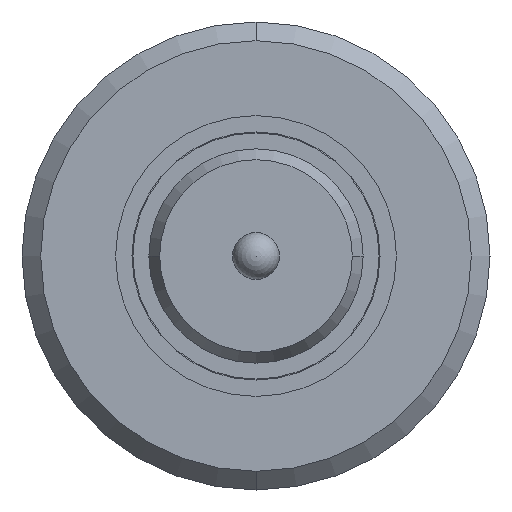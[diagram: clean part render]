
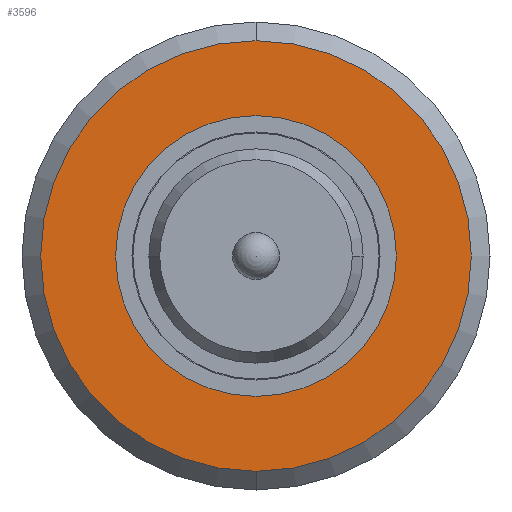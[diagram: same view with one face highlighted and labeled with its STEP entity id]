
A CAD part, front view. The second image highlights one B-rep face of the part: STEP entity #3596.
In plain terms, the highlighted planar face has unit normal (0, -1, 0).
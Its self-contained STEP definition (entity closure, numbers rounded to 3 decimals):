
#120 = CARTESIAN_POINT ( 'NONE',  ( 0., 47., 2.3 ) ) ;
#205 = DIRECTION ( 'NONE',  ( 0., 1., 0. ) ) ;
#230 = CIRCLE ( 'NONE', #864, 0.9 ) ;
#344 = VERTEX_POINT ( 'NONE', #2918 ) ;
#442 = AXIS2_PLACEMENT_3D ( 'NONE', #2082, #205, #4596 ) ;
#551 = DIRECTION ( 'NONE',  ( 0., 1., 0. ) ) ;
#864 = AXIS2_PLACEMENT_3D ( 'NONE', #4091, #1919, #1569 ) ;
#867 = CARTESIAN_POINT ( 'NONE',  ( 0., 47., 0. ) ) ;
#884 = ORIENTED_EDGE ( 'NONE', *, *, #2935, .T. ) ;
#890 = DIRECTION ( 'NONE',  ( 0., 0., 1. ) ) ;
#920 = PLANE ( 'NONE',  #1086 ) ;
#1086 = AXIS2_PLACEMENT_3D ( 'NONE', #1653, #551, #890 ) ;
#1354 = VERTEX_POINT ( 'NONE', #2926 ) ;
#1453 = VERTEX_POINT ( 'NONE', #120 ) ;
#1471 = ORIENTED_EDGE ( 'NONE', *, *, #3487, .T. ) ;
#1569 = DIRECTION ( 'NONE',  ( 0., 0., 1. ) ) ;
#1653 = CARTESIAN_POINT ( 'NONE',  ( 0., 47., 0. ) ) ;
#1704 = CIRCLE ( 'NONE', #442, 0.9 ) ;
#1864 = DIRECTION ( 'NONE',  ( 0., -1., 0. ) ) ;
#1919 = DIRECTION ( 'NONE',  ( 0., 1., 0. ) ) ;
#1944 = EDGE_CURVE ( 'Defeature ausgef�hrt1_22+Defeature ausgef�hrt1_21+Defeature ausgef�hrt1_21+Defeature ausgef�hrt1_21', #1354, #3946, #1704, .T. ) ;
#2082 = CARTESIAN_POINT ( 'NONE',  ( 0., 47., 0. ) ) ;
#2166 = FACE_BOUND ( 'NONE', #3997, .T. ) ;
#2229 = EDGE_LOOP ( 'NONE', ( #2307, #1471 ) ) ;
#2259 = AXIS2_PLACEMENT_3D ( 'NONE', #867, #2679, #3058 ) ;
#2307 = ORIENTED_EDGE ( 'NONE', *, *, #2989, .T. ) ;
#2349 = CARTESIAN_POINT ( 'NONE',  ( 0., 47., -0.9 ) ) ;
#2579 = CARTESIAN_POINT ( 'NONE',  ( 0., 47., 0. ) ) ;
#2679 = DIRECTION ( 'NONE',  ( 0., -1., 0. ) ) ;
#2918 = CARTESIAN_POINT ( 'NONE',  ( 0., 47., -2.3 ) ) ;
#2926 = CARTESIAN_POINT ( 'NONE',  ( 0., 47., 0.9 ) ) ;
#2935 = EDGE_CURVE ( 'Defeature ausgef�hrt1_22+Defeature ausgef�hrt1_21+Defeature ausgef�hrt1_21+Defeature ausgef�hrt1_21', #3946, #1354, #230, .T. ) ;
#2989 = EDGE_CURVE ( 'Defeature ausgef�hrt1_22+Defeature ausgef�hrt1_23+Defeature ausgef�hrt1_23+Defeature ausgef�hrt1_23', #1453, #344, #3980, .T. ) ;
#3058 = DIRECTION ( 'NONE',  ( 0., 0., -1. ) ) ;
#3333 = DIRECTION ( 'NONE',  ( 0., 0., -1. ) ) ;
#3487 = EDGE_CURVE ( 'Defeature ausgef�hrt1_22+Defeature ausgef�hrt1_23+Defeature ausgef�hrt1_23+Defeature ausgef�hrt1_23', #344, #1453, #4264, .T. ) ;
#3596 = ADVANCED_FACE ( 'Defeature ausgef�hrt1_22', ( #2166, #4443 ), #920, .F. ) ;
#3946 = VERTEX_POINT ( 'NONE', #2349 ) ;
#3980 = CIRCLE ( 'NONE', #2259, 2.3 ) ;
#3997 = EDGE_LOOP ( 'NONE', ( #4348, #884 ) ) ;
#4091 = CARTESIAN_POINT ( 'NONE',  ( 0., 47., 0. ) ) ;
#4264 = CIRCLE ( 'NONE', #4590, 2.3 ) ;
#4348 = ORIENTED_EDGE ( 'NONE', *, *, #1944, .T. ) ;
#4443 = FACE_OUTER_BOUND ( 'NONE', #2229, .T. ) ;
#4590 = AXIS2_PLACEMENT_3D ( 'NONE', #2579, #1864, #3333 ) ;
#4596 = DIRECTION ( 'NONE',  ( 0., 0., 1. ) ) ;
